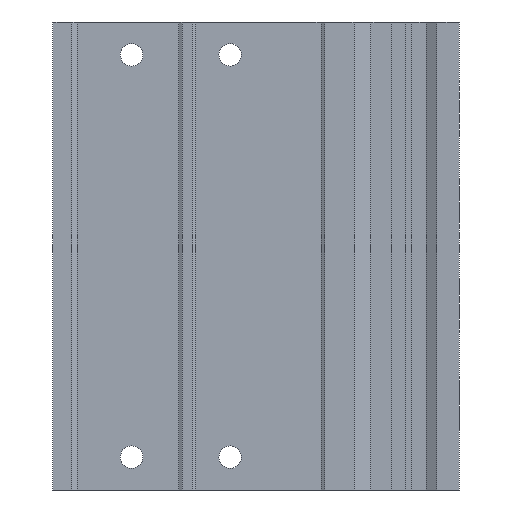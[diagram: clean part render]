
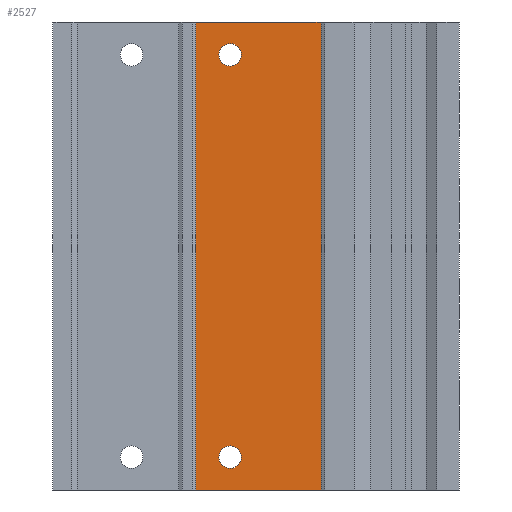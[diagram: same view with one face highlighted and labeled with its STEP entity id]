
A CAD part, front view. The second image highlights one B-rep face of the part: STEP entity #2527.
In plain terms, the highlighted planar face has unit normal (0, -1, 0).
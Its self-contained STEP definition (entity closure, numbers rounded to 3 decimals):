
#44=LINE('',#4125,#206);
#45=LINE('',#4131,#207);
#46=LINE('',#4133,#208);
#47=LINE('',#4135,#209);
#206=VECTOR('',#3085,1000.);
#207=VECTOR('',#3092,1000.);
#208=VECTOR('',#3093,1000.);
#209=VECTOR('',#3094,1000.);
#352=PLANE('',#2719);
#475=CIRCLE('',#2720,2.75);
#476=CIRCLE('',#2721,2.75);
#676=ORIENTED_EDGE('',*,*,#1316,.T.);
#677=ORIENTED_EDGE('',*,*,#1317,.T.);
#678=ORIENTED_EDGE('',*,*,#1318,.F.);
#679=ORIENTED_EDGE('',*,*,#1315,.F.);
#680=ORIENTED_EDGE('',*,*,#1319,.T.);
#681=ORIENTED_EDGE('',*,*,#1320,.T.);
#1315=EDGE_CURVE('',#1630,#1629,#44,.T.);
#1316=EDGE_CURVE('',#1631,#1631,#475,.F.);
#1317=EDGE_CURVE('',#1632,#1632,#476,.F.);
#1318=EDGE_CURVE('',#1629,#1633,#45,.T.);
#1319=EDGE_CURVE('',#1630,#1634,#46,.T.);
#1320=EDGE_CURVE('',#1634,#1633,#47,.T.);
#1629=VERTEX_POINT('',#4122);
#1630=VERTEX_POINT('',#4124);
#1631=VERTEX_POINT('',#4128);
#1632=VERTEX_POINT('',#4130);
#1633=VERTEX_POINT('',#4132);
#1634=VERTEX_POINT('',#4134);
#1901=EDGE_LOOP('',(#676));
#1902=EDGE_LOOP('',(#677));
#1903=EDGE_LOOP('',(#678,#679,#680,#681));
#2182=FACE_BOUND('',#1901,.T.);
#2183=FACE_BOUND('',#1902,.T.);
#2184=FACE_BOUND('',#1903,.T.);
#2527=ADVANCED_FACE('',(#2182,#2183,#2184),#352,.T.);
#2719=AXIS2_PLACEMENT_3D('',#4126,#3086,#3087);
#2720=AXIS2_PLACEMENT_3D('',#4127,#3088,#3089);
#2721=AXIS2_PLACEMENT_3D('',#4129,#3090,#3091);
#3085=DIRECTION('',(0.,0.,1.));
#3086=DIRECTION('',(0.,-1.,0.));
#3087=DIRECTION('',(0.,0.,-1.));
#3088=DIRECTION('',(0.,-1.,0.));
#3089=DIRECTION('',(0.,0.,-1.));
#3090=DIRECTION('',(0.,-1.,0.));
#3091=DIRECTION('',(0.,0.,-1.));
#3092=DIRECTION('',(1.,0.,0.));
#3093=DIRECTION('',(1.,0.,0.));
#3094=DIRECTION('',(0.,0.,1.));
#4122=CARTESIAN_POINT('',(34.866,0.5,0.));
#4124=CARTESIAN_POINT('',(34.866,0.5,-114.));
#4125=CARTESIAN_POINT('',(34.866,0.5,-114.));
#4126=CARTESIAN_POINT('',(34.866,0.5,-114.));
#4127=CARTESIAN_POINT('',(43.2,0.5,-8.));
#4128=CARTESIAN_POINT('',(43.2,0.5,-10.75));
#4129=CARTESIAN_POINT('',(43.2,0.5,-106.));
#4130=CARTESIAN_POINT('',(43.2,0.5,-108.75));
#4131=CARTESIAN_POINT('',(34.866,0.5,0.));
#4132=CARTESIAN_POINT('',(65.334,0.5,0.));
#4133=CARTESIAN_POINT('',(34.866,0.5,-114.));
#4134=CARTESIAN_POINT('',(65.334,0.5,-114.));
#4135=CARTESIAN_POINT('',(65.334,0.5,-114.));
